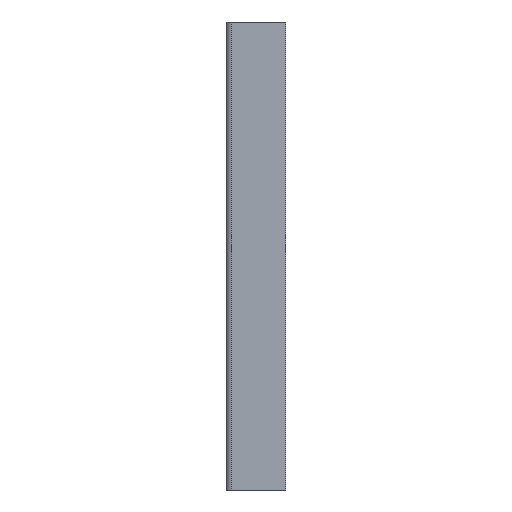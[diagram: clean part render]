
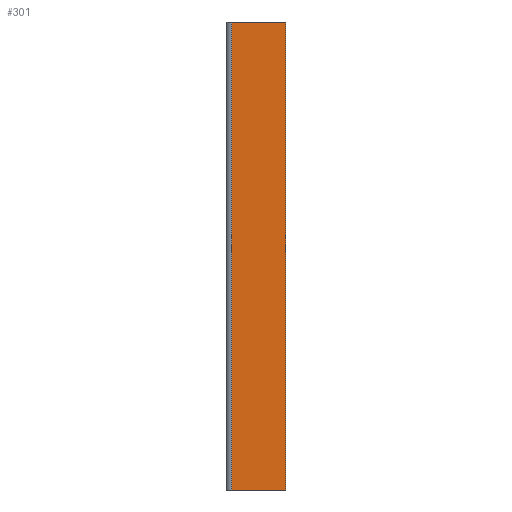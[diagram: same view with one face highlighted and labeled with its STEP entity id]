
A CAD part, front view. The second image highlights one B-rep face of the part: STEP entity #301.
In plain terms, the highlighted planar face has unit normal (0, -1, 0).
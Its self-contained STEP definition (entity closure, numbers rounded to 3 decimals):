
#27 = CARTESIAN_POINT ( 'NONE',  ( -57., 0., 246.5 ) ) ;
#40 = DIRECTION ( 'NONE',  ( 0., 0., -1. ) ) ;
#43 = VECTOR ( 'NONE', #474, 1000. ) ;
#54 = ORIENTED_EDGE ( 'NONE', *, *, #196, .F. ) ;
#70 = EDGE_LOOP ( 'NONE', ( #481, #54, #201, #254 ) ) ;
#71 = EDGE_CURVE ( 'NONE', #175, #94, #152, .T. ) ;
#94 = VERTEX_POINT ( 'NONE', #211 ) ;
#108 = CARTESIAN_POINT ( 'NONE',  ( 0., 0., -246.5 ) ) ;
#111 = DIRECTION ( 'NONE',  ( 0., 0., -1. ) ) ;
#128 = EDGE_CURVE ( 'NONE', #130, #94, #422, .T. ) ;
#130 = VERTEX_POINT ( 'NONE', #27 ) ;
#147 = VECTOR ( 'NONE', #40, 1000. ) ;
#152 = LINE ( 'NONE', #378, #43 ) ;
#174 = AXIS2_PLACEMENT_3D ( 'NONE', #215, #230, #234 ) ;
#175 = VERTEX_POINT ( 'NONE', #108 ) ;
#183 = CARTESIAN_POINT ( 'NONE',  ( -57., 0., 246.5 ) ) ;
#196 = EDGE_CURVE ( 'NONE', #508, #175, #358, .T. ) ;
#201 = ORIENTED_EDGE ( 'NONE', *, *, #242, .T. ) ;
#206 = CARTESIAN_POINT ( 'NONE',  ( 0., 0., 246.5 ) ) ;
#211 = CARTESIAN_POINT ( 'NONE',  ( -57., 0., -246.5 ) ) ;
#213 = PLANE ( 'NONE',  #174 ) ;
#215 = CARTESIAN_POINT ( 'NONE',  ( 0., 0., 246.5 ) ) ;
#230 = DIRECTION ( 'NONE',  ( 0., -1., 0. ) ) ;
#234 = DIRECTION ( 'NONE',  ( 1., 0., 0. ) ) ;
#236 = VECTOR ( 'NONE', #452, 1000. ) ;
#242 = EDGE_CURVE ( 'NONE', #508, #130, #451, .T. ) ;
#254 = ORIENTED_EDGE ( 'NONE', *, *, #128, .T. ) ;
#265 = CARTESIAN_POINT ( 'NONE',  ( 0., 0., 246.5 ) ) ;
#273 = CARTESIAN_POINT ( 'NONE',  ( 0., 0., 246.5 ) ) ;
#282 = FACE_OUTER_BOUND ( 'NONE', #70, .T. ) ;
#301 = ADVANCED_FACE ( 'NONE', ( #282 ), #213, .T. ) ;
#358 = LINE ( 'NONE', #206, #386 ) ;
#378 = CARTESIAN_POINT ( 'NONE',  ( 0., 0., -246.5 ) ) ;
#386 = VECTOR ( 'NONE', #111, 1000. ) ;
#422 = LINE ( 'NONE', #183, #147 ) ;
#451 = LINE ( 'NONE', #265, #236 ) ;
#452 = DIRECTION ( 'NONE',  ( -1., 0., 0. ) ) ;
#474 = DIRECTION ( 'NONE',  ( -1., 0., 0. ) ) ;
#481 = ORIENTED_EDGE ( 'NONE', *, *, #71, .F. ) ;
#508 = VERTEX_POINT ( 'NONE', #273 ) ;
